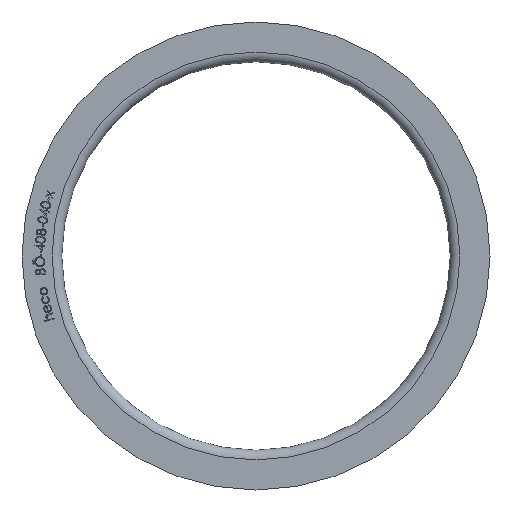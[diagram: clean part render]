
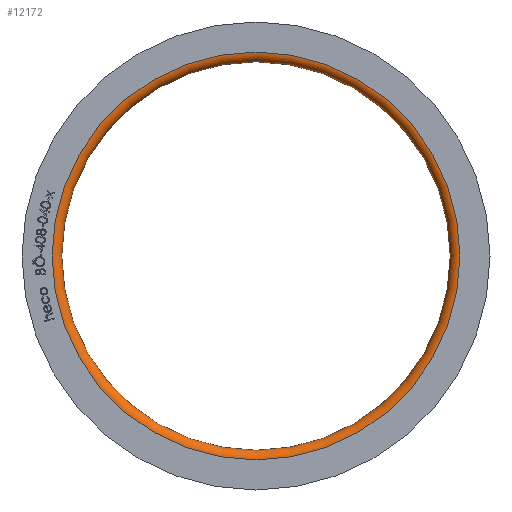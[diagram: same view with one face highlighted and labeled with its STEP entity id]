
A CAD part, left-side view. The second image highlights one B-rep face of the part: STEP entity #12172.
In plain terms, the highlighted toroidal (fillet/blend) face has major radius 210 mm and minor radius 10 mm.
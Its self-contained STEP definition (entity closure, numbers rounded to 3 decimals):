
#144 = DIRECTION ( 'NONE',  ( -1., 0., 0. ) ) ;
#573 = CARTESIAN_POINT ( 'NONE',  ( 0., 0., 210. ) ) ;
#1753 = DIRECTION ( 'NONE',  ( -1., 0., 0. ) ) ;
#1812 = CARTESIAN_POINT ( 'NONE',  ( 10., 0., 200. ) ) ;
#1908 = CARTESIAN_POINT ( 'NONE',  ( 0., 0., 0. ) ) ;
#2663 = DIRECTION ( 'NONE',  ( 0., 0., 1. ) ) ;
#3212 = AXIS2_PLACEMENT_3D ( 'NONE', #1908, #1753, #12685 ) ;
#3658 = CARTESIAN_POINT ( 'NONE',  ( 10., 0., 0. ) ) ;
#4313 = VERTEX_POINT ( 'NONE', #1812 ) ;
#4351 = ORIENTED_EDGE ( 'NONE', *, *, #14558, .T. ) ;
#4534 = CARTESIAN_POINT ( 'NONE',  ( 10., 0., 0. ) ) ;
#4692 = EDGE_LOOP ( 'NONE', ( #10230 ) ) ;
#5844 = EDGE_CURVE ( 'NONE', #4313, #4313, #12559, .T. ) ;
#6032 = DIRECTION ( 'NONE',  ( -1., 0., 0. ) ) ;
#6172 = DIRECTION ( 'NONE',  ( 0., 0., 1. ) ) ;
#7336 = AXIS2_PLACEMENT_3D ( 'NONE', #4534, #6032, #2663 ) ;
#8805 = EDGE_LOOP ( 'NONE', ( #4351 ) ) ;
#10230 = ORIENTED_EDGE ( 'NONE', *, *, #5844, .F. ) ;
#12172 = ADVANCED_FACE ( 'NONE', ( #13132, #15452 ), #12898, .T. ) ;
#12559 = CIRCLE ( 'NONE', #7336, 200. ) ;
#12685 = DIRECTION ( 'NONE',  ( 0., 0., 1. ) ) ;
#12898 = TOROIDAL_SURFACE ( 'NONE', #13902, 210., 10. ) ;
#13132 = FACE_OUTER_BOUND ( 'NONE', #4692, .T. ) ;
#13793 = VERTEX_POINT ( 'NONE', #573 ) ;
#13902 = AXIS2_PLACEMENT_3D ( 'NONE', #3658, #144, #6172 ) ;
#13957 = CIRCLE ( 'NONE', #3212, 210. ) ;
#14558 = EDGE_CURVE ( 'NONE', #13793, #13793, #13957, .T. ) ;
#15452 = FACE_OUTER_BOUND ( 'NONE', #8805, .T. ) ;
